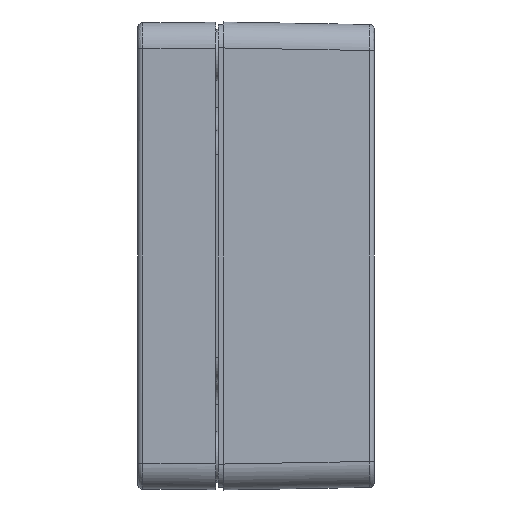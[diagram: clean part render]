
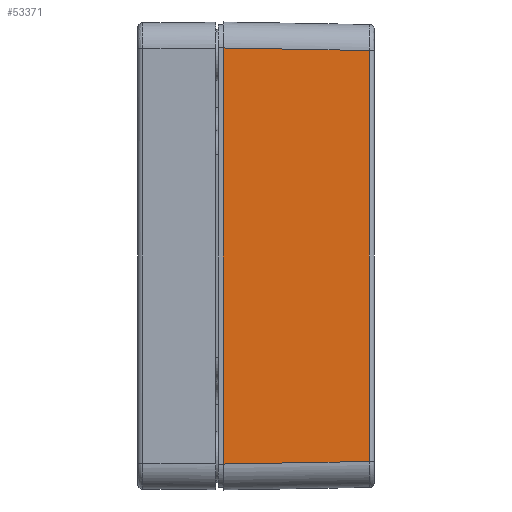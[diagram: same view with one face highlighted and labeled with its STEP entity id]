
A CAD part, left-side view. The second image highlights one B-rep face of the part: STEP entity #53371.
In plain terms, the highlighted planar face has unit normal (-1, -0.018, 0).
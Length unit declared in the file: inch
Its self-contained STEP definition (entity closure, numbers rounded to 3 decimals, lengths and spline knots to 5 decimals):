
#1534 = DIRECTION ( 'NONE',  ( -1., -0.017, 0. ) ) ;
#3587 = CARTESIAN_POINT ( 'NONE',  ( -0.50223, -0.03937, -0.4794 ) ) ;
#3730 = CARTESIAN_POINT ( 'NONE',  ( -0.50223, -0.03937, -0.28189 ) ) ;
#8206 = LINE ( 'NONE', #8852, #37242 ) ;
#8852 = CARTESIAN_POINT ( 'NONE',  ( -0.48294, -1.14439, 0.40742 ) ) ;
#12266 = EDGE_CURVE ( 'NONE', #60578, #34501, #28030, .T. ) ;
#17689 = ORIENTED_EDGE ( 'NONE', *, *, #29012, .F. ) ;
#19714 = EDGE_LOOP ( 'NONE', ( #23076, #43895, #17689, #53323 ) ) ;
#19926 = PLANE ( 'NONE',  #25968 ) ;
#22678 = CARTESIAN_POINT ( 'NONE',  ( -0.48294, -1.14439, 2.85105 ) ) ;
#23076 = ORIENTED_EDGE ( 'NONE', *, *, #26909, .T. ) ;
#25845 = VECTOR ( 'NONE', #33798, 39.37008 ) ;
#25968 = AXIS2_PLACEMENT_3D ( 'NONE', #39486, #1534, #60285 ) ;
#26909 = EDGE_CURVE ( 'NONE', #34501, #51272, #34123, .T. ) ;
#27492 = DIRECTION ( 'NONE',  ( -0.017, 1., -0.017 ) ) ;
#28030 = LINE ( 'NONE', #47564, #28720 ) ;
#28352 = DIRECTION ( 'NONE',  ( -0.017, 1., 0.017 ) ) ;
#28701 = CARTESIAN_POINT ( 'NONE',  ( -0.50223, -0.03937, 2.87034 ) ) ;
#28720 = VECTOR ( 'NONE', #28352, 39.37008 ) ;
#29012 = EDGE_CURVE ( 'NONE', #60578, #46491, #8206, .T. ) ;
#33798 = DIRECTION ( 'NONE',  ( 0., 0., -1. ) ) ;
#34123 = LINE ( 'NONE', #3587, #25845 ) ;
#34501 = VERTEX_POINT ( 'NONE', #28701 ) ;
#37242 = VECTOR ( 'NONE', #52468, 39.37008 ) ;
#38837 = FACE_OUTER_BOUND ( 'NONE', #19714, .T. ) ;
#39486 = CARTESIAN_POINT ( 'NONE',  ( -0.50291, 0., -0.4794 ) ) ;
#43895 = ORIENTED_EDGE ( 'NONE', *, *, #61900, .F. ) ;
#46491 = VERTEX_POINT ( 'NONE', #48379 ) ;
#46718 = CARTESIAN_POINT ( 'NONE',  ( -0.50201, -0.05154, -0.28168 ) ) ;
#47564 = CARTESIAN_POINT ( 'NONE',  ( -0.48294, -1.14439, 2.85105 ) ) ;
#48379 = CARTESIAN_POINT ( 'NONE',  ( -0.48294, -1.14439, -0.2626 ) ) ;
#51272 = VERTEX_POINT ( 'NONE', #3730 ) ;
#52459 = LINE ( 'NONE', #46718, #61303 ) ;
#52468 = DIRECTION ( 'NONE',  ( 0., 0., -1. ) ) ;
#53323 = ORIENTED_EDGE ( 'NONE', *, *, #12266, .T. ) ;
#53371 = ADVANCED_FACE ( 'NONE', ( #38837 ), #19926, .T. ) ;
#60285 = DIRECTION ( 'NONE',  ( 0.017, -1., 0. ) ) ;
#60578 = VERTEX_POINT ( 'NONE', #22678 ) ;
#61303 = VECTOR ( 'NONE', #27492, 39.37008 ) ;
#61900 = EDGE_CURVE ( 'NONE', #46491, #51272, #52459, .T. ) ;
